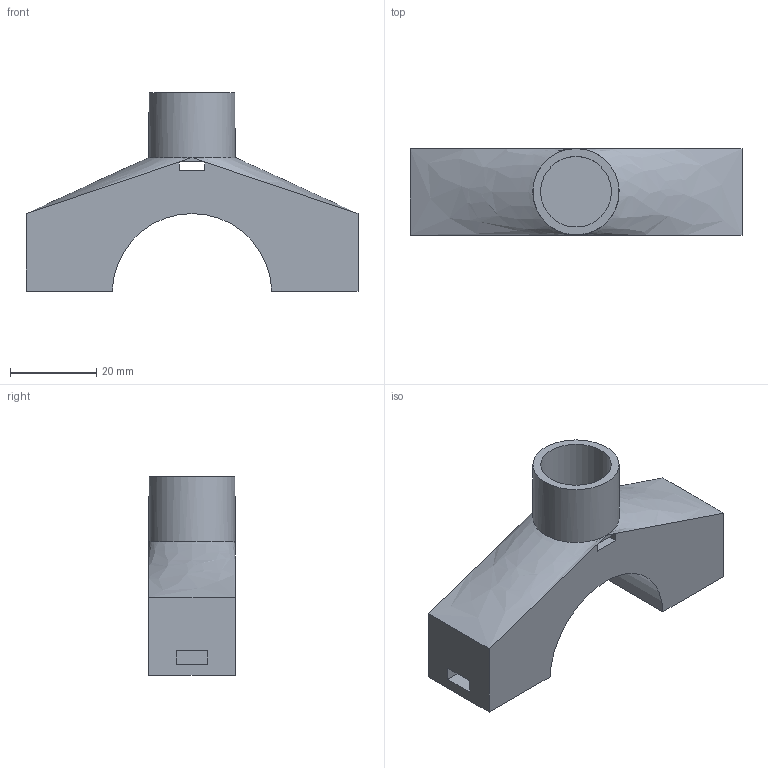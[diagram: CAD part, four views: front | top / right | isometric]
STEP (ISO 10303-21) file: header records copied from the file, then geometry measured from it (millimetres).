
FILE_DESCRIPTION(/* description */ (''),/* implementation_level */ '2;1');
FILE_NAME(/* name */ 'Kettenhalter_unten',/* time_stamp */ '2025-06-21T07:40:00+02:00',/* author */ (''),/* organization */ (''),/* preprocessor_version */ 'ST-DEVELOPER v19.2',/* originating_system */ 'Rhino 8.21',/* authorisation */ '');
FILE_SCHEMA (('CONFIG_CONTROL_DESIGN'));
Length unit declared in the file: millimetre
Products named in the file (1): Document
Bounding box: 77 x 20 x 46 mm (x, y, z)
Volume: 29727.7 mm3; surface area: 9827 mm2
Topology: 1 solids, 1 shells, 35 faces, 80 edges, 50 vertices
Faces by surface type: plane 26, cylinder 7, bspline 2
Full cylindrical faces by diameter (mm): 4.2 x4, 16.4 x1, 20 x1
Entity records: 1098 total; most frequent: CARTESIAN_POINT 381, ORIENTED_EDGE 160, EDGE_CURVE 80, DIRECTION 63, B_SPLINE_CURVE_WITH_KNOTS 57, VERTEX_POINT 50, AXIS2_PLACEMENT_3D 48, EDGE_LOOP 44
